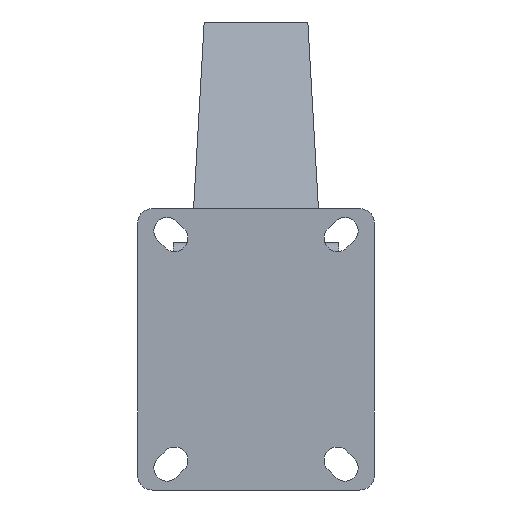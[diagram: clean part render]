
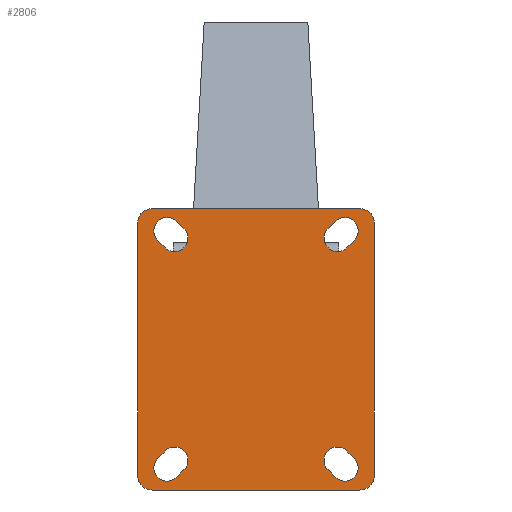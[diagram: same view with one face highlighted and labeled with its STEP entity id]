
A CAD part, front view. The second image highlights one B-rep face of the part: STEP entity #2806.
In plain terms, the highlighted planar face has unit normal (0, -1, 0).
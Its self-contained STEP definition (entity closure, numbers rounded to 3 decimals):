
#1283=DIRECTION('',(-0.707,0.,-0.707));
#1284=VECTOR('',#1283,3.536);
#1285=CARTESIAN_POINT('',(26.818,-2.,43.182));
#1286=LINE('',#1285,#1284);
#1290=CARTESIAN_POINT('',(27.5,-2.,37.5));
#1291=DIRECTION('',(0.,-1.,0.));
#1292=DIRECTION('',(-0.707,0.,0.707));
#1293=AXIS2_PLACEMENT_3D('',#1290,#1291,#1292);
#1298=DIRECTION('',(0.707,0.,0.707));
#1299=VECTOR('',#1298,3.536);
#1300=CARTESIAN_POINT('',(30.682,-2.,34.318));
#1301=LINE('',#1300,#1299);
#1305=CARTESIAN_POINT('',(30.,-2.,40.));
#1306=DIRECTION('',(0.,-1.,0.));
#1307=DIRECTION('',(0.707,0.,-0.707));
#1308=AXIS2_PLACEMENT_3D('',#1305,#1306,#1307);
#1313=CARTESIAN_POINT('',(-27.5,-2.,37.5));
#1314=DIRECTION('',(0.,-1.,0.));
#1315=DIRECTION('',(-0.707,0.,-0.707));
#1316=AXIS2_PLACEMENT_3D('',#1313,#1314,#1315);
#1321=DIRECTION('',(-0.707,0.,0.707));
#1322=VECTOR('',#1321,3.536);
#1323=CARTESIAN_POINT('',(-24.318,-2.,40.682));
#1324=LINE('',#1323,#1322);
#1328=CARTESIAN_POINT('',(-30.,-2.,40.));
#1329=DIRECTION('',(0.,-1.,0.));
#1330=DIRECTION('',(0.707,0.,0.707));
#1331=AXIS2_PLACEMENT_3D('',#1328,#1329,#1330);
#1336=DIRECTION('',(0.707,0.,-0.707));
#1337=VECTOR('',#1336,3.536);
#1338=CARTESIAN_POINT('',(-33.182,-2.,36.818));
#1339=LINE('',#1338,#1337);
#1343=DIRECTION('',(-0.707,0.,-0.707));
#1344=VECTOR('',#1343,3.536);
#1345=CARTESIAN_POINT('',(-30.682,-2.,-34.318));
#1346=LINE('',#1345,#1344);
#1350=CARTESIAN_POINT('',(-30.,-2.,-40.));
#1351=DIRECTION('',(0.,-1.,0.));
#1352=DIRECTION('',(-0.707,0.,0.707));
#1353=AXIS2_PLACEMENT_3D('',#1350,#1351,#1352);
#1358=DIRECTION('',(0.707,0.,0.707));
#1359=VECTOR('',#1358,3.536);
#1360=CARTESIAN_POINT('',(-26.818,-2.,-43.182));
#1361=LINE('',#1360,#1359);
#1365=CARTESIAN_POINT('',(-27.5,-2.,-37.5));
#1366=DIRECTION('',(0.,-1.,0.));
#1367=DIRECTION('',(0.707,0.,-0.707));
#1368=AXIS2_PLACEMENT_3D('',#1365,#1366,#1367);
#1373=DIRECTION('',(-0.707,0.,0.707));
#1374=VECTOR('',#1373,3.536);
#1375=CARTESIAN_POINT('',(33.182,-2.,-36.818));
#1376=LINE('',#1375,#1374);
#1380=CARTESIAN_POINT('',(27.5,-2.,-37.5));
#1381=DIRECTION('',(0.,-1.,0.));
#1382=DIRECTION('',(0.707,0.,0.707));
#1383=AXIS2_PLACEMENT_3D('',#1380,#1381,#1382);
#1388=DIRECTION('',(0.707,0.,-0.707));
#1389=VECTOR('',#1388,3.536);
#1390=CARTESIAN_POINT('',(24.318,-2.,-40.682));
#1391=LINE('',#1390,#1389);
#1395=CARTESIAN_POINT('',(30.,-2.,-40.));
#1396=DIRECTION('',(0.,-1.,0.));
#1397=DIRECTION('',(-0.707,0.,-0.707));
#1398=AXIS2_PLACEMENT_3D('',#1395,#1396,#1397);
#1403=CARTESIAN_POINT('',(35.,-2.,42.5));
#1404=DIRECTION('',(0.,-1.,0.));
#1405=DIRECTION('',(1.,0.,0.));
#1406=AXIS2_PLACEMENT_3D('',#1403,#1404,#1405);
#1411=DIRECTION('',(0.,0.,1.));
#1412=VECTOR('',#1411,85.);
#1413=CARTESIAN_POINT('',(40.,-2.,-42.5));
#1414=LINE('',#1413,#1412);
#1418=CARTESIAN_POINT('',(35.,-2.,-42.5));
#1419=DIRECTION('',(0.,-1.,0.));
#1420=DIRECTION('',(0.,0.,-1.));
#1421=AXIS2_PLACEMENT_3D('',#1418,#1419,#1420);
#1426=DIRECTION('',(1.,0.,0.));
#1427=VECTOR('',#1426,70.);
#1428=CARTESIAN_POINT('',(-35.,-2.,-47.5));
#1429=LINE('',#1428,#1427);
#1433=CARTESIAN_POINT('',(-35.,-2.,-42.5));
#1434=DIRECTION('',(0.,-1.,0.));
#1435=DIRECTION('',(-1.,0.,0.));
#1436=AXIS2_PLACEMENT_3D('',#1433,#1434,#1435);
#1441=DIRECTION('',(0.,0.,-1.));
#1442=VECTOR('',#1441,85.);
#1443=CARTESIAN_POINT('',(-40.,-2.,42.5));
#1444=LINE('',#1443,#1442);
#1448=CARTESIAN_POINT('',(-35.,-2.,42.5));
#1449=DIRECTION('',(0.,-1.,0.));
#1450=DIRECTION('',(0.,0.,1.));
#1451=AXIS2_PLACEMENT_3D('',#1448,#1449,#1450);
#1456=DIRECTION('',(-1.,0.,0.));
#1457=VECTOR('',#1456,70.);
#1458=CARTESIAN_POINT('',(35.,-2.,47.5));
#1459=LINE('',#1458,#1457);
#1740=CARTESIAN_POINT('',(40.,-2.,42.5));
#1741=VERTEX_POINT('',#1740);
#1742=CARTESIAN_POINT('',(35.,-2.,47.5));
#1743=VERTEX_POINT('',#1742);
#1748=CARTESIAN_POINT('',(-35.,-2.,47.5));
#1749=VERTEX_POINT('',#1748);
#1750=CARTESIAN_POINT('',(-40.,-2.,42.5));
#1751=VERTEX_POINT('',#1750);
#1756=CARTESIAN_POINT('',(-40.,-2.,-42.5));
#1757=VERTEX_POINT('',#1756);
#1758=CARTESIAN_POINT('',(-35.,-2.,-47.5));
#1759=VERTEX_POINT('',#1758);
#1764=CARTESIAN_POINT('',(35.,-2.,-47.5));
#1765=VERTEX_POINT('',#1764);
#1766=CARTESIAN_POINT('',(40.,-2.,-42.5));
#1767=VERTEX_POINT('',#1766);
#1768=CARTESIAN_POINT('',(26.818,-2.,43.182));
#1769=CARTESIAN_POINT('',(24.318,-2.,40.682));
#1770=VERTEX_POINT('',#1768);
#1771=VERTEX_POINT('',#1769);
#1772=CARTESIAN_POINT('',(30.682,-2.,34.318));
#1773=VERTEX_POINT('',#1772);
#1774=CARTESIAN_POINT('',(33.182,-2.,36.818));
#1775=VERTEX_POINT('',#1774);
#1776=CARTESIAN_POINT('',(-30.682,-2.,34.318));
#1777=CARTESIAN_POINT('',(-24.318,-2.,40.682));
#1778=VERTEX_POINT('',#1776);
#1779=VERTEX_POINT('',#1777);
#1780=CARTESIAN_POINT('',(-26.818,-2.,43.182));
#1781=VERTEX_POINT('',#1780);
#1782=CARTESIAN_POINT('',(-33.182,-2.,36.818));
#1783=VERTEX_POINT('',#1782);
#1784=CARTESIAN_POINT('',(-30.682,-2.,-34.318));
#1785=CARTESIAN_POINT('',(-33.182,-2.,-36.818));
#1786=VERTEX_POINT('',#1784);
#1787=VERTEX_POINT('',#1785);
#1788=CARTESIAN_POINT('',(-26.818,-2.,-43.182));
#1789=VERTEX_POINT('',#1788);
#1790=CARTESIAN_POINT('',(-24.318,-2.,-40.682));
#1791=VERTEX_POINT('',#1790);
#1792=CARTESIAN_POINT('',(33.182,-2.,-36.818));
#1793=CARTESIAN_POINT('',(30.682,-2.,-34.318));
#1794=VERTEX_POINT('',#1792);
#1795=VERTEX_POINT('',#1793);
#1796=CARTESIAN_POINT('',(24.318,-2.,-40.682));
#1797=VERTEX_POINT('',#1796);
#1798=CARTESIAN_POINT('',(26.818,-2.,-43.182));
#1799=VERTEX_POINT('',#1798);
#2744=CARTESIAN_POINT('',(0.,-2.,0.));
#2745=DIRECTION('',(0.,1.,0.));
#2746=DIRECTION('',(1.,0.,0.));
#2747=AXIS2_PLACEMENT_3D('',#2744,#2745,#2746);
#2748=PLANE('',#2747);
#2750=ORIENTED_EDGE('',*,*,#2749,.F.);
#2752=ORIENTED_EDGE('',*,*,#2751,.F.);
#2754=ORIENTED_EDGE('',*,*,#2753,.F.);
#2756=ORIENTED_EDGE('',*,*,#2755,.F.);
#2758=ORIENTED_EDGE('',*,*,#2757,.F.);
#2760=ORIENTED_EDGE('',*,*,#2759,.F.);
#2762=ORIENTED_EDGE('',*,*,#2761,.F.);
#2764=ORIENTED_EDGE('',*,*,#2763,.F.);
#2765=EDGE_LOOP('',(#2750,#2752,#2754,#2756,#2758,#2760,#2762,#2764));
#2766=FACE_OUTER_BOUND('',#2765,.F.);
#2768=ORIENTED_EDGE('',*,*,#2767,.T.);
#2770=ORIENTED_EDGE('',*,*,#2769,.T.);
#2772=ORIENTED_EDGE('',*,*,#2771,.T.);
#2774=ORIENTED_EDGE('',*,*,#2773,.T.);
#2775=EDGE_LOOP('',(#2768,#2770,#2772,#2774));
#2776=FACE_BOUND('',#2775,.F.);
#2778=ORIENTED_EDGE('',*,*,#2777,.T.);
#2780=ORIENTED_EDGE('',*,*,#2779,.T.);
#2782=ORIENTED_EDGE('',*,*,#2781,.T.);
#2784=ORIENTED_EDGE('',*,*,#2783,.T.);
#2785=EDGE_LOOP('',(#2778,#2780,#2782,#2784));
#2786=FACE_BOUND('',#2785,.F.);
#2788=ORIENTED_EDGE('',*,*,#2787,.T.);
#2790=ORIENTED_EDGE('',*,*,#2789,.T.);
#2792=ORIENTED_EDGE('',*,*,#2791,.T.);
#2794=ORIENTED_EDGE('',*,*,#2793,.T.);
#2795=EDGE_LOOP('',(#2788,#2790,#2792,#2794));
#2796=FACE_BOUND('',#2795,.F.);
#2797=ORIENTED_EDGE('',*,*,#2727,.T.);
#2799=ORIENTED_EDGE('',*,*,#2798,.T.);
#2801=ORIENTED_EDGE('',*,*,#2800,.T.);
#2803=ORIENTED_EDGE('',*,*,#2802,.T.);
#2804=EDGE_LOOP('',(#2797,#2799,#2801,#2803));
#2805=FACE_BOUND('',#2804,.F.);
#1294=CIRCLE('',#1293,4.5);
#1309=CIRCLE('',#1308,4.5);
#1317=CIRCLE('',#1316,4.5);
#1332=CIRCLE('',#1331,4.5);
#1354=CIRCLE('',#1353,4.5);
#1369=CIRCLE('',#1368,4.5);
#1384=CIRCLE('',#1383,4.5);
#1399=CIRCLE('',#1398,4.5);
#1407=CIRCLE('',#1406,5.);
#1422=CIRCLE('',#1421,5.);
#1437=CIRCLE('',#1436,5.);
#1452=CIRCLE('',#1451,5.);
#2727=EDGE_CURVE('',#1770,#1771,#1286,.T.);
#2749=EDGE_CURVE('',#1741,#1743,#1407,.T.);
#2751=EDGE_CURVE('',#1767,#1741,#1414,.T.);
#2753=EDGE_CURVE('',#1765,#1767,#1422,.T.);
#2755=EDGE_CURVE('',#1759,#1765,#1429,.T.);
#2757=EDGE_CURVE('',#1757,#1759,#1437,.T.);
#2759=EDGE_CURVE('',#1751,#1757,#1444,.T.);
#2761=EDGE_CURVE('',#1749,#1751,#1452,.T.);
#2763=EDGE_CURVE('',#1743,#1749,#1459,.T.);
#2767=EDGE_CURVE('',#1778,#1779,#1317,.T.);
#2769=EDGE_CURVE('',#1779,#1781,#1324,.T.);
#2771=EDGE_CURVE('',#1781,#1783,#1332,.T.);
#2773=EDGE_CURVE('',#1783,#1778,#1339,.T.);
#2777=EDGE_CURVE('',#1786,#1787,#1346,.T.);
#2779=EDGE_CURVE('',#1787,#1789,#1354,.T.);
#2781=EDGE_CURVE('',#1789,#1791,#1361,.T.);
#2783=EDGE_CURVE('',#1791,#1786,#1369,.T.);
#2787=EDGE_CURVE('',#1794,#1795,#1376,.T.);
#2789=EDGE_CURVE('',#1795,#1797,#1384,.T.);
#2791=EDGE_CURVE('',#1797,#1799,#1391,.T.);
#2793=EDGE_CURVE('',#1799,#1794,#1399,.T.);
#2798=EDGE_CURVE('',#1771,#1773,#1294,.T.);
#2800=EDGE_CURVE('',#1773,#1775,#1301,.T.);
#2802=EDGE_CURVE('',#1775,#1770,#1309,.T.);
#2806=ADVANCED_FACE('',(#2766,#2776,#2786,#2796,#2805),#2748,.F.);
